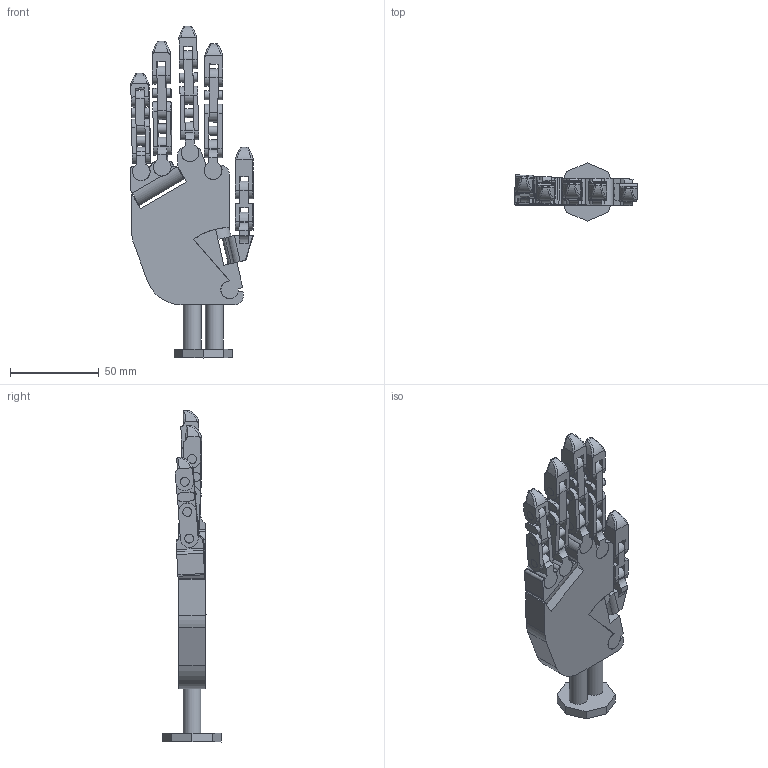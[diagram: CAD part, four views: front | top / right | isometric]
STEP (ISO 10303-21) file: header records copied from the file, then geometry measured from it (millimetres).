
FILE_DESCRIPTION( ( '' ), ' ' );
FILE_NAME( '5ef37840044ef911d5f3bb79.step', '2020-06-24T15:58:57', ( '' ), ( '' ), ' ', ' ', ' ' );
FILE_SCHEMA( ( 'AUTOMOTIVE_DESIGN { 1 0 10303 214 1 1 1 1 }' ) );
Length unit declared in the file: metre
Products named in the file (15): Assem1; FB; FS1; PF; FS2; FS3; PS2; PS3; TM; PiB; PS1; TB; PRFM; TS2; TS1
Assembly tree (22 placements, depth 2):
  Assem1
    FB  x3
    FS1  x3
    PF
    FS2  x3
    FS3  x3
    PS2
    PS3
    TM
    PiB
    PS1
    TB
    PRFM
    TS2
    TS1
Bounding box: 69.04 x 32.66 x 186.61 mm (x, y, z)
Volume: 95316.6 mm3; surface area: 43192.5 mm2
Topology: 22 solids, 22 shells, 504 faces, 1269 edges, 829 vertices
Faces by surface type: plane 268, cylinder 190, bspline 26, sphere 10, extrusion 10
Full cylindrical faces by diameter (mm): 3.5 x2, 5 x40, 5.05 x18, 10 x2
Entity records: 13745 total; most frequent: CARTESIAN_POINT 5673, DIRECTION 1654, ORIENTED_EDGE 1534, EDGE_CURVE 767, AXIS2_PLACEMENT_3D 604, VERTEX_POINT 523, VECTOR 446, LINE 440
